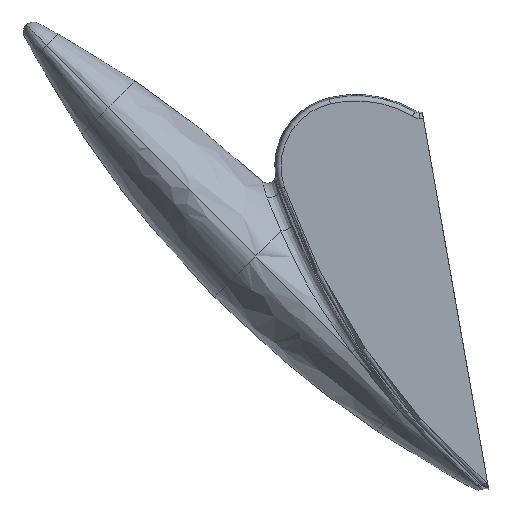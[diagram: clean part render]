
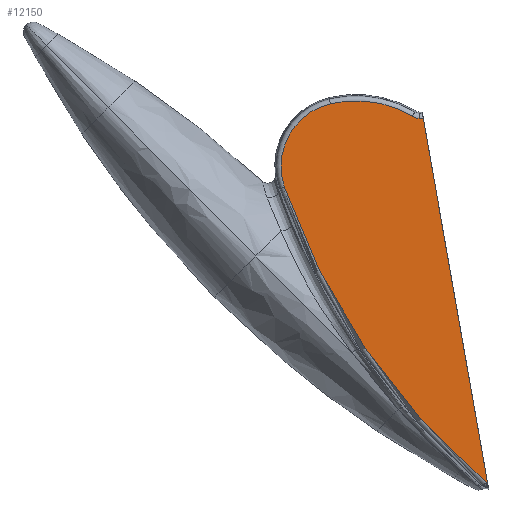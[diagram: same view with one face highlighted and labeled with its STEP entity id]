
A CAD part, left-side view. The second image highlights one B-rep face of the part: STEP entity #12150.
In plain terms, the highlighted face is planar.
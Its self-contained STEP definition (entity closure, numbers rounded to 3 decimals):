
#11480=CARTESIAN_POINT('',(0.,0.,
-16.746));
#11490=DIRECTION('',(0.,0.,1.));
#11500=DIRECTION('',(1.,0.,0.));
#11510=AXIS2_PLACEMENT_3D('',#11480,#11490,#11500);
#11520=PLANE('',#11510);
#11530=CARTESIAN_POINT('',(-2.49,-53.239,
-16.746));
#11540=DIRECTION('',(0.,0.,1.));
#11550=DIRECTION('',(0.,1.,0.));
#11560=AXIS2_PLACEMENT_3D('',#11530,#11540,#11550);
#11570=CIRCLE('',#11560,69.358);
#11580=CARTESIAN_POINT('',(41.799,0.137,
-16.746));
#11590=VERTEX_POINT('',#11580);
#11600=CARTESIAN_POINT('',(8.276,15.278,
-16.746));
#11610=VERTEX_POINT('',#11600);
#11620=EDGE_CURVE('',#11590,#11610,#11570,.T.);
#11630=ORIENTED_EDGE('',*,*,#11620,.F.);
#11640=CARTESIAN_POINT('',(7.25,8.75,-16.746));
#11650=DIRECTION('',(0.,0.,1.));
#11660=DIRECTION('',(0.,-1.,0.));
#11670=AXIS2_PLACEMENT_3D('',#11640,#11650,#11660);
#11680=CIRCLE('',#11670,6.608);
#11690=CARTESIAN_POINT('',(0.653,9.128,
-16.746));
#11700=VERTEX_POINT('',#11690);
#11710=EDGE_CURVE('',#11610,#11700,#11680,.T.);
#11720=ORIENTED_EDGE('',*,*,#11710,.F.);
#11730=CARTESIAN_POINT('',(11.992,8.478,
-16.746));
#11740=DIRECTION('',(0.,0.,1.));
#11750=DIRECTION('',(0.,-1.,0.));
#11760=AXIS2_PLACEMENT_3D('',#11730,#11740,#11750);
#11770=CIRCLE('',#11760,11.358);
#11780=CARTESIAN_POINT('',(3.382,1.071,
-16.746));
#11790=VERTEX_POINT('',#11780);
#11800=EDGE_CURVE('',#11700,#11790,#11770,.T.);
#11810=ORIENTED_EDGE('',*,*,#11800,.F.);
#11820=CARTESIAN_POINT('',(2.137,0.,
-16.746));
#11830=DIRECTION('',(0.,0.,-1.));
#11840=DIRECTION('',(0.,-1.,0.));
#11850=AXIS2_PLACEMENT_3D('',#11820,#11830,#11840);
#11860=CIRCLE('',#11850,1.642);
#11870=CARTESIAN_POINT('',(3.723,0.425,
-16.746));
#11880=VERTEX_POINT('',#11870);
#11890=EDGE_CURVE('',#11790,#11880,#11860,.T.);
#11900=ORIENTED_EDGE('',*,*,#11890,.F.);
#11910=CARTESIAN_POINT('',(3.837,0.,
-16.746));
#11920=DIRECTION('',(0.259,-0.966,
0.));
#11930=VECTOR('',#11920,1.);
#11940=LINE('',#11910,#11930);
#11950=CARTESIAN_POINT('',(3.837,0.,
-16.746));
#11960=VERTEX_POINT('',#11950);
#11970=EDGE_CURVE('',#11880,#11960,#11940,.T.);
#11980=ORIENTED_EDGE('',*,*,#11970,.F.);
#11990=CARTESIAN_POINT('',(0.,0.,-16.746));
#12000=DIRECTION('',(1.,0.,0.));
#12010=VECTOR('',#12000,1.);
#12020=LINE('',#11990,#12010);
#12030=CARTESIAN_POINT('',(41.836,0.,
-16.746));
#12040=VERTEX_POINT('',#12030);
#12050=EDGE_CURVE('',#11960,#12040,#12020,.T.);
#12060=ORIENTED_EDGE('',*,*,#12050,.F.);
#12070=CARTESIAN_POINT('',(41.836,0.,
-16.746));
#12080=DIRECTION('',(0.259,-0.966,
0.));
#12090=VECTOR('',#12080,1.);
#12100=LINE('',#12070,#12090);
#12110=EDGE_CURVE('',#11590,#12040,#12100,.T.);
#12120=ORIENTED_EDGE('',*,*,#12110,.T.);
#12130=EDGE_LOOP('',(#12120,#12060,#11980,#11900,#11810,#11720,#11630));
#12140=FACE_OUTER_BOUND('',#12130,.T.);
#12150=ADVANCED_FACE('',(#12140),#11520,.F.);
